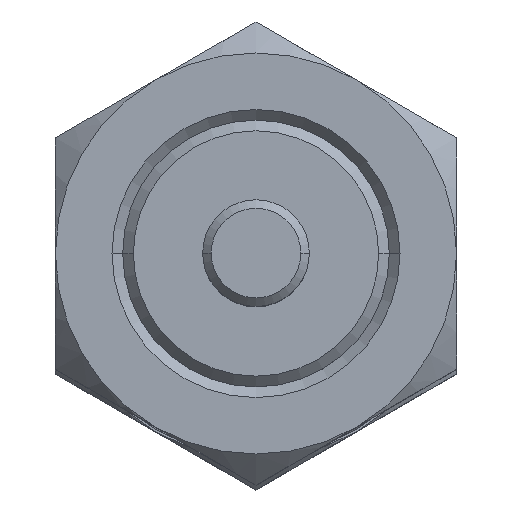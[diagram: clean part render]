
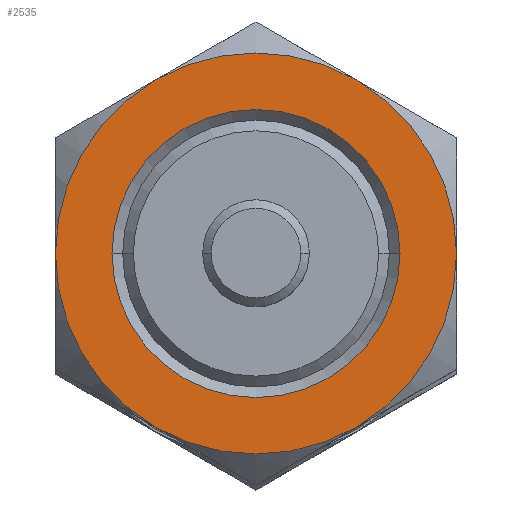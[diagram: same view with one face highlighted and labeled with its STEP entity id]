
A CAD part, top view. The second image highlights one B-rep face of the part: STEP entity #2535.
In plain terms, the highlighted planar face has unit normal (0, 0, 1).
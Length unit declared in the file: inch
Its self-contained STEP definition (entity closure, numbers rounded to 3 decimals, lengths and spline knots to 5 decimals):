
#116 = AXIS2_PLACEMENT_3D ( 'NONE', #946, #2920, #1236 ) ;
#132 = ORIENTED_EDGE ( 'NONE', *, *, #439, .F. ) ;
#159 = CARTESIAN_POINT ( 'NONE',  ( 0., 0., 0.19 ) ) ;
#199 = AXIS2_PLACEMENT_3D ( 'NONE', #3582, #1887, #205 ) ;
#205 = DIRECTION ( 'NONE',  ( -1., 0., 0. ) ) ;
#333 = AXIS2_PLACEMENT_3D ( 'NONE', #438, #2397, #691 ) ;
#401 = FACE_OUTER_BOUND ( 'NONE', #3290, .T. ) ;
#438 = CARTESIAN_POINT ( 'NONE',  ( 0., 0., 0.19 ) ) ;
#439 = EDGE_CURVE ( 'NONE', #3483, #1297, #3635, .T. ) ;
#447 = DIRECTION ( 'NONE',  ( -1., 0., 0. ) ) ;
#471 = ORIENTED_EDGE ( 'NONE', *, *, #2945, .F. ) ;
#669 = VERTEX_POINT ( 'NONE', #3121 ) ;
#680 = EDGE_CURVE ( 'NONE', #945, #1967, #1586, .T. ) ;
#688 = AXIS2_PLACEMENT_3D ( 'NONE', #159, #2108, #447 ) ;
#691 = DIRECTION ( 'NONE',  ( -1., 0., 0. ) ) ;
#699 = EDGE_CURVE ( 'NONE', #759, #1293, #3584, .T. ) ;
#715 = DIRECTION ( 'NONE',  ( 0., 0., -1. ) ) ;
#731 = EDGE_CURVE ( 'NONE', #3252, #759, #2733, .T. ) ;
#759 = VERTEX_POINT ( 'NONE', #1018 ) ;
#851 = CARTESIAN_POINT ( 'NONE',  ( 0., 0., 0.19 ) ) ;
#898 = ORIENTED_EDGE ( 'NONE', *, *, #1622, .T. ) ;
#945 = VERTEX_POINT ( 'NONE', #1680 ) ;
#946 = CARTESIAN_POINT ( 'NONE',  ( 0., 0., 0.19 ) ) ;
#951 = ORIENTED_EDGE ( 'NONE', *, *, #3019, .F. ) ;
#975 = DIRECTION ( 'NONE',  ( 0., 0., -1. ) ) ;
#1018 = CARTESIAN_POINT ( 'NONE',  ( -0.235, -0.40703, 0.19 ) ) ;
#1046 = AXIS2_PLACEMENT_3D ( 'NONE', #2667, #975, #2956 ) ;
#1068 = AXIS2_PLACEMENT_3D ( 'NONE', #2416, #715, #2698 ) ;
#1123 = EDGE_LOOP ( 'NONE', ( #3284, #2058 ) ) ;
#1139 = FACE_BOUND ( 'NONE', #1123, .T. ) ;
#1150 = DIRECTION ( 'NONE',  ( -1., 0., 0. ) ) ;
#1236 = DIRECTION ( 'NONE',  ( -1., 0., 0. ) ) ;
#1293 = VERTEX_POINT ( 'NONE', #1939 ) ;
#1297 = VERTEX_POINT ( 'NONE', #3634 ) ;
#1402 = DIRECTION ( 'NONE',  ( 0., 0., 1. ) ) ;
#1445 = PLANE ( 'NONE',  #2332 ) ;
#1530 = ORIENTED_EDGE ( 'NONE', *, *, #731, .F. ) ;
#1586 = CIRCLE ( 'NONE', #333, 0.3375 ) ;
#1622 = EDGE_CURVE ( 'NONE', #669, #1297, #2574, .T. ) ;
#1680 = CARTESIAN_POINT ( 'NONE',  ( 0.3375, 0., 0.19 ) ) ;
#1730 = DIRECTION ( 'NONE',  ( -1., 0., 0. ) ) ;
#1875 = CIRCLE ( 'NONE', #116, 0.47 ) ;
#1887 = DIRECTION ( 'NONE',  ( 0., 0., -1. ) ) ;
#1939 = CARTESIAN_POINT ( 'NONE',  ( -0.47, 0., 0.19 ) ) ;
#1967 = VERTEX_POINT ( 'NONE', #2469 ) ;
#2058 = ORIENTED_EDGE ( 'NONE', *, *, #2137, .T. ) ;
#2108 = DIRECTION ( 'NONE',  ( 0., 0., -1. ) ) ;
#2137 = EDGE_CURVE ( 'NONE', #1967, #945, #2177, .T. ) ;
#2177 = CIRCLE ( 'NONE', #2843, 0.3375 ) ;
#2332 = AXIS2_PLACEMENT_3D ( 'NONE', #3391, #3432, #1730 ) ;
#2366 = CIRCLE ( 'NONE', #1046, 0.47 ) ;
#2397 = DIRECTION ( 'NONE',  ( 0., 0., -1. ) ) ;
#2416 = CARTESIAN_POINT ( 'NONE',  ( 0., 0., 0.19 ) ) ;
#2469 = CARTESIAN_POINT ( 'NONE',  ( -0.3375, 0., 0.19 ) ) ;
#2535 = ADVANCED_FACE ( 'NONE', ( #1139, #401 ), #1445, .F. ) ;
#2574 = CIRCLE ( 'NONE', #3514, 0.47 ) ;
#2667 = CARTESIAN_POINT ( 'NONE',  ( 0., 0., 0.19 ) ) ;
#2698 = DIRECTION ( 'NONE',  ( -1., 0., 0. ) ) ;
#2733 = CIRCLE ( 'NONE', #1068, 0.47 ) ;
#2829 = DIRECTION ( 'NONE',  ( 0., 0., -1. ) ) ;
#2843 = AXIS2_PLACEMENT_3D ( 'NONE', #851, #2829, #1150 ) ;
#2920 = DIRECTION ( 'NONE',  ( 0., 0., -1. ) ) ;
#2945 = EDGE_CURVE ( 'NONE', #1293, #3483, #1875, .T. ) ;
#2956 = DIRECTION ( 'NONE',  ( -1., 0., 0. ) ) ;
#2986 = CARTESIAN_POINT ( 'NONE',  ( -0.235, 0.40703, 0.19 ) ) ;
#3019 = EDGE_CURVE ( 'NONE', #669, #3252, #2366, .T. ) ;
#3033 = CARTESIAN_POINT ( 'NONE',  ( 0.235, -0.40703, 0.19 ) ) ;
#3096 = CARTESIAN_POINT ( 'NONE',  ( 0., 0., 0.19 ) ) ;
#3121 = CARTESIAN_POINT ( 'NONE',  ( 0.47, 0., 0.19 ) ) ;
#3252 = VERTEX_POINT ( 'NONE', #3033 ) ;
#3284 = ORIENTED_EDGE ( 'NONE', *, *, #680, .T. ) ;
#3290 = EDGE_LOOP ( 'NONE', ( #471, #3509, #1530, #951, #898, #132 ) ) ;
#3391 = CARTESIAN_POINT ( 'NONE',  ( 0.47, 0.81406, 0.19 ) ) ;
#3394 = DIRECTION ( 'NONE',  ( 1., 0., 0. ) ) ;
#3432 = DIRECTION ( 'NONE',  ( 0., 0., -1. ) ) ;
#3483 = VERTEX_POINT ( 'NONE', #2986 ) ;
#3509 = ORIENTED_EDGE ( 'NONE', *, *, #699, .F. ) ;
#3514 = AXIS2_PLACEMENT_3D ( 'NONE', #3096, #1402, #3394 ) ;
#3582 = CARTESIAN_POINT ( 'NONE',  ( 0., 0., 0.19 ) ) ;
#3584 = CIRCLE ( 'NONE', #688, 0.47 ) ;
#3634 = CARTESIAN_POINT ( 'NONE',  ( 0.235, 0.40703, 0.19 ) ) ;
#3635 = CIRCLE ( 'NONE', #199, 0.47 ) ;
